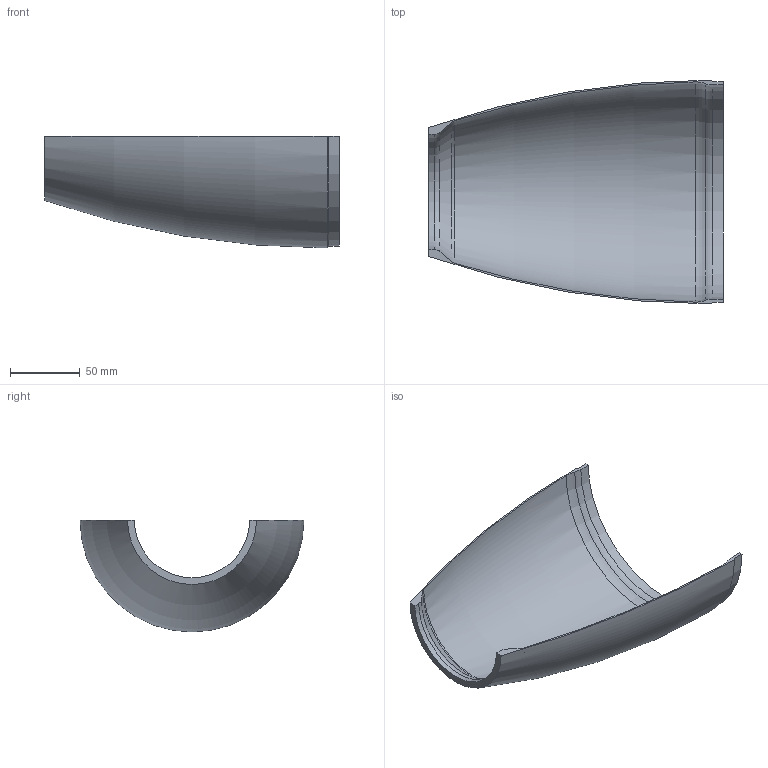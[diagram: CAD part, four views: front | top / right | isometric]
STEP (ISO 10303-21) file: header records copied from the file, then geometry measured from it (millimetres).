
FILE_DESCRIPTION (( 'STEP AP214' ), '1' );
FILE_NAME ('180TailCone.STEP', '2024-02-10T19:59:20', ( '' ), ( '' ), 'SwSTEP 2.0', 'SolidWorks 2023', '' );
FILE_SCHEMA (( 'AUTOMOTIVE_DESIGN' ));
Length unit declared in the file: inch
Products named in the file (1): 180TailCone
Bounding box: 211.96 x 161.04 x 80.52 mm (x, y, z)
Volume: 70327.4 mm3; surface area: 95601.9 mm2
Topology: 1 solids, 1 shells, 15 faces, 39 edges, 26 vertices
Faces by surface type: torus 6, plane 4, cylinder 3, cone 2
Entity records: 505 total; most frequent: DIRECTION 96, CARTESIAN_POINT 81, ORIENTED_EDGE 78, AXIS2_PLACEMENT_3D 41, EDGE_CURVE 39, VERTEX_POINT 26, CIRCLE 25, ADVANCED_FACE 15
